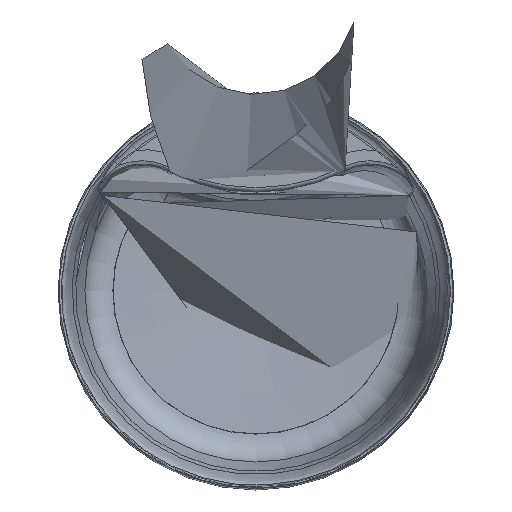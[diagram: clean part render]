
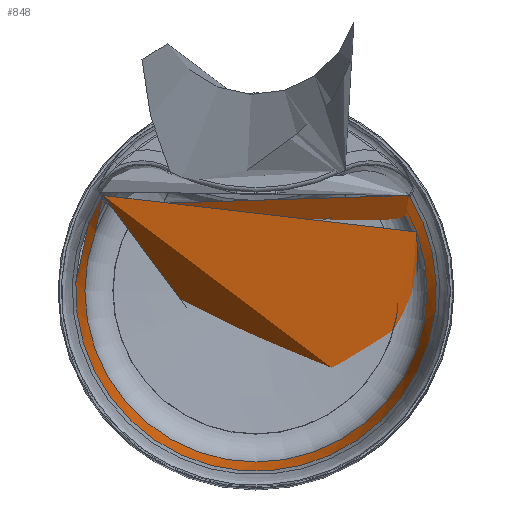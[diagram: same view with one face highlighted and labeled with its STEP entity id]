
A CAD part, top view. The second image highlights one B-rep face of the part: STEP entity #848.
In plain terms, the highlighted conical face has half-angle 9.462 degrees and reference radius 190 mm.
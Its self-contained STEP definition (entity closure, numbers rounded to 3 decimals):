
#108=CONICAL_SURFACE('',#922,190.,0.165);
#131=CIRCLE('',#923,205.);
#132=CIRCLE('',#924,194.538);
#199=ORIENTED_EDGE('',*,*,#431,.F.);
#200=ORIENTED_EDGE('',*,*,#432,.T.);
#201=ORIENTED_EDGE('',*,*,#433,.T.);
#202=ORIENTED_EDGE('',*,*,#422,.T.);
#422=EDGE_CURVE('',#539,#538,#614,.T.);
#431=EDGE_CURVE('',#545,#538,#131,.T.);
#432=EDGE_CURVE('',#545,#546,#619,.F.);
#433=EDGE_CURVE('',#546,#539,#132,.T.);
#538=VERTEX_POINT('',#1331);
#539=VERTEX_POINT('',#1349);
#545=VERTEX_POINT('',#1425);
#546=VERTEX_POINT('',#1430);
#614=B_SPLINE_CURVE_WITH_KNOTS('',3,(#1345,#1346,#1347,#1348),
 .UNSPECIFIED.,.F.,.F.,(4,4),(-0.487,-0.423),
 .UNSPECIFIED.);
#619=B_SPLINE_CURVE_WITH_KNOTS('',3,(#1426,#1427,#1428,#1429),
 .UNSPECIFIED.,.F.,.F.,(4,4),(-0.487,-0.423),
 .UNSPECIFIED.);
#670=EDGE_LOOP('',(#199,#200,#201,#202));
#748=FACE_BOUND('',#670,.T.);
#848=ADVANCED_FACE('',(#748),#108,.F.);
#922=AXIS2_PLACEMENT_3D('',#1423,#1036,#1037);
#923=AXIS2_PLACEMENT_3D('',#1424,#1038,#1039);
#924=AXIS2_PLACEMENT_3D('',#1431,#1040,#1041);
#1036=DIRECTION('',(0.,0.,1.));
#1037=DIRECTION('',(1.,0.,0.));
#1038=DIRECTION('',(0.,0.,-1.));
#1039=DIRECTION('',(1.,0.,0.));
#1040=DIRECTION('',(0.,0.,-1.));
#1041=DIRECTION('',(-1.,0.,0.));
#1331=CARTESIAN_POINT('',(256.01,108.409,750.));
#1345=CARTESIAN_POINT('',(319.649,7.681,183.706));
#1346=CARTESIAN_POINT('',(316.545,12.4,204.255));
#1347=CARTESIAN_POINT('',(313.66,16.757,224.908));
#1348=CARTESIAN_POINT('',(310.886,20.917,245.617));
#1349=CARTESIAN_POINT('',(261.808,97.757,687.228));
#1423=CARTESIAN_POINT('',(430.,0.,660.));
#1424=CARTESIAN_POINT('',(430.,0.,750.));
#1425=CARTESIAN_POINT('',(603.99,108.409,750.));
#1426=CARTESIAN_POINT('',(540.351,7.681,183.706));
#1427=CARTESIAN_POINT('',(543.455,12.4,204.255));
#1428=CARTESIAN_POINT('',(546.34,16.757,224.908));
#1429=CARTESIAN_POINT('',(549.114,20.917,245.617));
#1430=CARTESIAN_POINT('',(598.192,97.757,687.228));
#1431=CARTESIAN_POINT('',(430.,0.,687.228));
